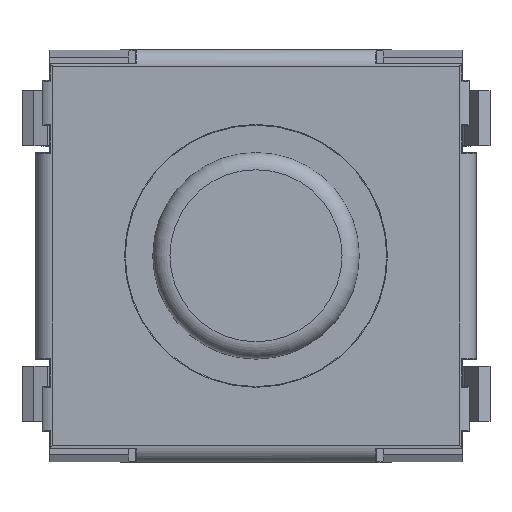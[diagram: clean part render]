
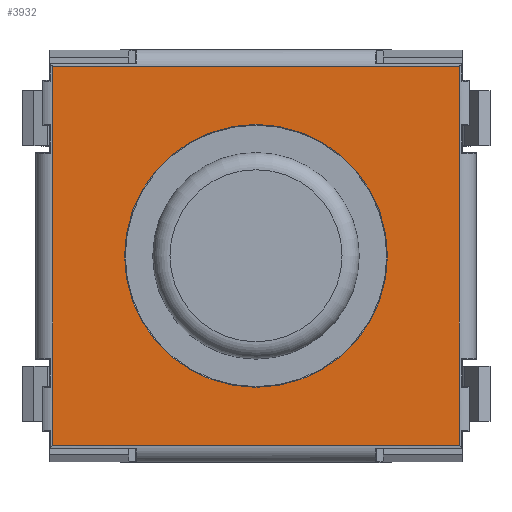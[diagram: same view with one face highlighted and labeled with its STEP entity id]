
A CAD part, top view. The second image highlights one B-rep face of the part: STEP entity #3932.
In plain terms, the highlighted planar face has unit normal (0, 0, 1).
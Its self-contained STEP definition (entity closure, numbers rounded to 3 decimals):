
#122=FACE_BOUND('',#560,.T.);
#125=CIRCLE('',#4169,1.91);
#336=FACE_OUTER_BOUND('',#559,.T.);
#559=EDGE_LOOP('',(#2692,#2693,#2694,#2695));
#560=EDGE_LOOP('',(#2696));
#858=LINE('',#5817,#1278);
#859=LINE('',#5819,#1279);
#860=LINE('',#5821,#1280);
#861=LINE('',#5822,#1281);
#1278=VECTOR('',#4609,10.);
#1279=VECTOR('',#4610,10.);
#1280=VECTOR('',#4611,10.);
#1281=VECTOR('',#4612,10.);
#1702=VERTEX_POINT('',#5809);
#1704=VERTEX_POINT('',#5815);
#1705=VERTEX_POINT('',#5816);
#1706=VERTEX_POINT('',#5818);
#1707=VERTEX_POINT('',#5820);
#2086=EDGE_CURVE('',#1702,#1702,#125,.T.);
#2089=EDGE_CURVE('',#1704,#1705,#858,.T.);
#2090=EDGE_CURVE('',#1706,#1704,#859,.T.);
#2091=EDGE_CURVE('',#1707,#1706,#860,.T.);
#2092=EDGE_CURVE('',#1705,#1707,#861,.T.);
#2692=ORIENTED_EDGE('',*,*,#2089,.F.);
#2693=ORIENTED_EDGE('',*,*,#2090,.F.);
#2694=ORIENTED_EDGE('',*,*,#2091,.F.);
#2695=ORIENTED_EDGE('',*,*,#2092,.F.);
#2696=ORIENTED_EDGE('',*,*,#2086,.F.);
#3790=PLANE('',#4172);
#3932=ADVANCED_FACE('',(#336,#122),#3790,.T.);
#4169=AXIS2_PLACEMENT_3D('',#5810,#4601,#4602);
#4172=AXIS2_PLACEMENT_3D('',#5814,#4607,#4608);
#4601=DIRECTION('center_axis',(0.,0.,1.));
#4602=DIRECTION('ref_axis',(-1.,0.,0.));
#4607=DIRECTION('center_axis',(0.,0.,1.));
#4608=DIRECTION('ref_axis',(1.,0.,0.));
#4609=DIRECTION('',(0.,1.,0.));
#4610=DIRECTION('',(-1.,0.,0.));
#4611=DIRECTION('',(0.,-1.,0.));
#4612=DIRECTION('',(1.,0.,0.));
#5809=CARTESIAN_POINT('',(1.91,0.,1.8));
#5810=CARTESIAN_POINT('Origin',(0.,0.,1.8));
#5814=CARTESIAN_POINT('Origin',(0.,0.,1.8));
#5815=CARTESIAN_POINT('',(-2.95,-2.75,1.8));
#5816=CARTESIAN_POINT('',(-2.95,2.75,1.8));
#5817=CARTESIAN_POINT('',(-2.95,-0.75,1.8));
#5818=CARTESIAN_POINT('',(2.95,-2.75,1.8));
#5819=CARTESIAN_POINT('',(-1.5,-2.75,1.8));
#5820=CARTESIAN_POINT('',(2.95,2.75,1.8));
#5821=CARTESIAN_POINT('',(2.95,0.75,1.8));
#5822=CARTESIAN_POINT('',(1.5,2.75,1.8));
